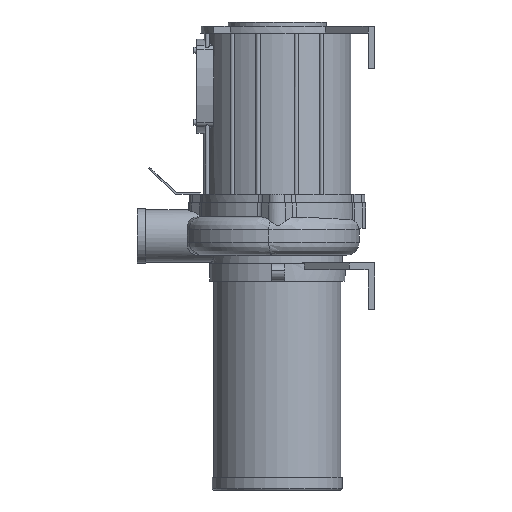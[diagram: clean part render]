
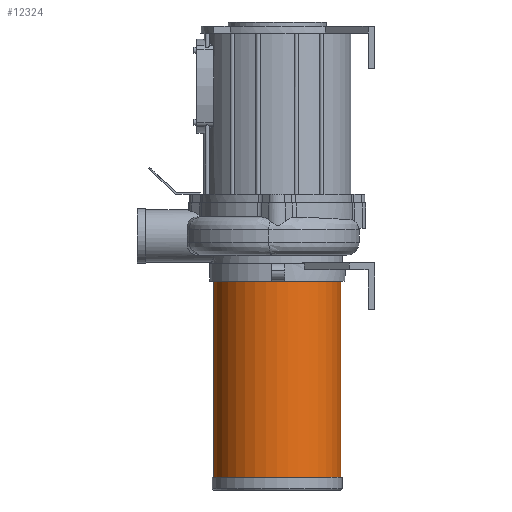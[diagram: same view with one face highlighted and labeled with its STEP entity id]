
A CAD part, left-side view. The second image highlights one B-rep face of the part: STEP entity #12324.
In plain terms, the highlighted cylindrical face has radius 75 mm (diameter 150 mm), a full revolution.
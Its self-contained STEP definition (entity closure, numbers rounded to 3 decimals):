
#295=FACE_BOUND('',#2280,.T.);
#1522=FACE_OUTER_BOUND('',#2279,.T.);
#2279=EDGE_LOOP('',(#10251));
#2280=EDGE_LOOP('',(#10252));
#4654=CIRCLE('',#13226,75.);
#4657=CIRCLE('',#13232,75.);
#5667=VERTEX_POINT('',#21158);
#5670=VERTEX_POINT('',#21167);
#7244=EDGE_CURVE('',#5667,#5667,#4654,.T.);
#7247=EDGE_CURVE('',#5670,#5670,#4657,.T.);
#10251=ORIENTED_EDGE('',*,*,#7244,.T.);
#10252=ORIENTED_EDGE('',*,*,#7247,.F.);
#11316=CYLINDRICAL_SURFACE('',#13231,75.);
#12324=ADVANCED_FACE('',(#1522,#295),#11316,.T.);
#13226=AXIS2_PLACEMENT_3D('',#21159,#15695,#15696);
#13231=AXIS2_PLACEMENT_3D('',#21166,#15705,#15706);
#13232=AXIS2_PLACEMENT_3D('',#21168,#15707,#15708);
#15695=DIRECTION('center_axis',(0.,0.,-1.));
#15696=DIRECTION('ref_axis',(-1.,0.,0.));
#15705=DIRECTION('center_axis',(0.,0.,1.));
#15706=DIRECTION('ref_axis',(-1.,0.,0.));
#15707=DIRECTION('center_axis',(0.,0.,-1.));
#15708=DIRECTION('ref_axis',(-1.,0.,0.));
#21158=CARTESIAN_POINT('',(75.,0.,231.));
#21159=CARTESIAN_POINT('Origin',(0.,0.,231.));
#21166=CARTESIAN_POINT('Origin',(0.,0.,0.));
#21167=CARTESIAN_POINT('',(75.,0.,0.));
#21168=CARTESIAN_POINT('Origin',(0.,0.,0.));
